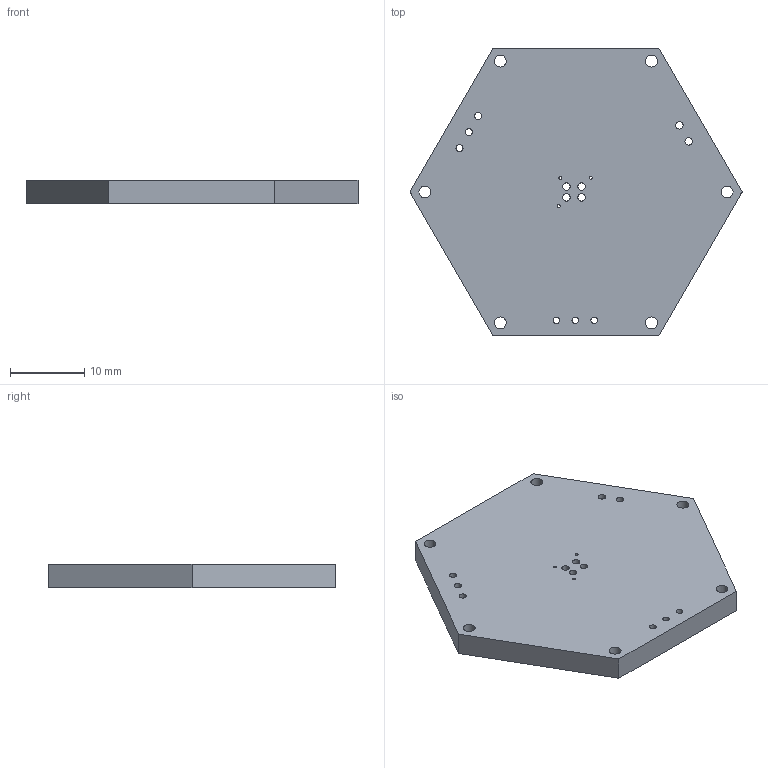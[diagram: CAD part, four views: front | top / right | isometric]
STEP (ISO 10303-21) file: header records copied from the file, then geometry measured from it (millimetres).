
FILE_DESCRIPTION(('KiCad electronic assembly'),'2;1');
FILE_NAME('Untitled.step','2024-07-30T08:48:17',('Pcbnew'),('Kicad'), 'Open CASCADE STEP processor 7.7','KiCad to STEP converter','Unknown' );
FILE_SCHEMA(('AUTOMOTIVE_DESIGN { 1 0 10303 214 1 1 1 1 }'));
Length unit declared in the file: millimetre
Products named in the file (2): Untitled 1; Untitled_PCB
Assembly tree (1 placements, depth 2):
  Untitled 1
    Untitled_PCB
Bounding box: 44.59 x 38.62 x 3.17 mm (x, y, z)
Volume: 4033.9 mm3; surface area: 3188.4 mm2
Topology: 1 solids, 1 shells, 29 faces, 81 edges, 54 vertices
Faces by surface type: cylinder 21, plane 8
Full cylindrical faces by diameter (mm): 0.4 x3, 0.889 x3, 0.95 x3, 1 x6, 1.6 x6
Entity records: 1078 total; most frequent: DIRECTION 185, CARTESIAN_POINT 166, ORIENTED_EDGE 162, EDGE_CURVE 81, AXIS2_PLACEMENT_3D 73, FACE_BOUND 71, EDGE_LOOP 71, VERTEX_POINT 54
